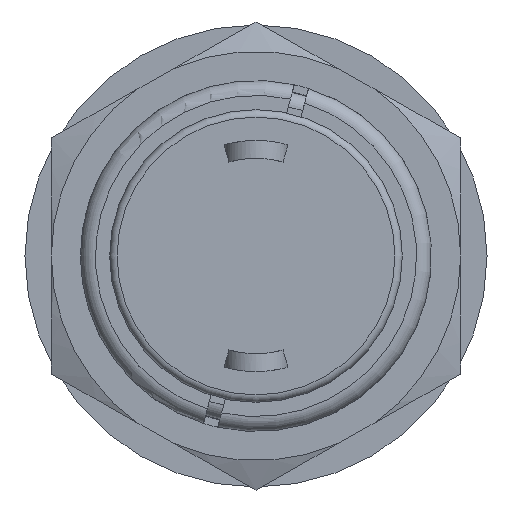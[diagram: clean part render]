
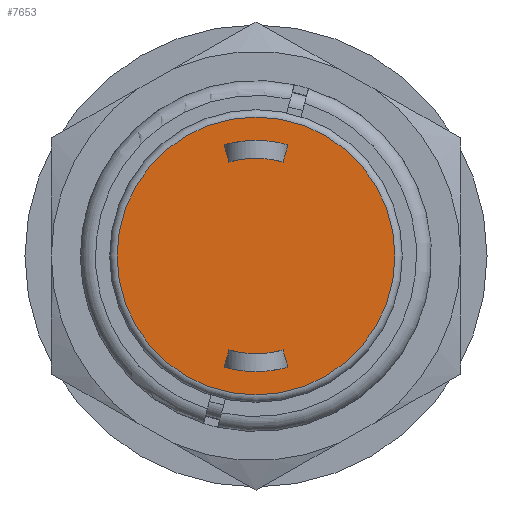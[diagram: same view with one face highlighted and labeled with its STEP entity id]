
A CAD part, front view. The second image highlights one B-rep face of the part: STEP entity #7653.
In plain terms, the highlighted planar face has unit normal (0, -1, 0).
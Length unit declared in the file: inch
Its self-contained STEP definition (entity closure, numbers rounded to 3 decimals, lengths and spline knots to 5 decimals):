
#189=PLANE($,#8108);
#516=FACE_OUTER_BOUND($,#927,.T.);
#927=EDGE_LOOP($,(#5375));
#1358=CIRCLE($,#8107,0.187);
#3392=VERTEX_POINT($,#10960);
#4178=EDGE_CURVE($,#3392,#3392,#1358,.T.);
#5375=ORIENTED_EDGE($,*,*,#4178,.T.);
#7653=ADVANCED_FACE($,(#516),#189,.T.);
#8107=AXIS2_PLACEMENT_3D($,#10961,#8782,#8783);
#8108=AXIS2_PLACEMENT_3D($,#10962,#8784,#8785);
#8782=DIRECTION('center_axis',(0.,-1.,0.));
#8783=DIRECTION('ref_axis',(0.,0.,-1.));
#8784=DIRECTION('center_axis',(0.,-1.,0.));
#8785=DIRECTION('ref_axis',(0.,0.,-1.));
#10960=CARTESIAN_POINT('',(0.,-0.157,-0.187));
#10961=CARTESIAN_POINT('Origin',(0.,-0.157,0.));
#10962=CARTESIAN_POINT('Origin',(0.,-0.157,-0.0935));
